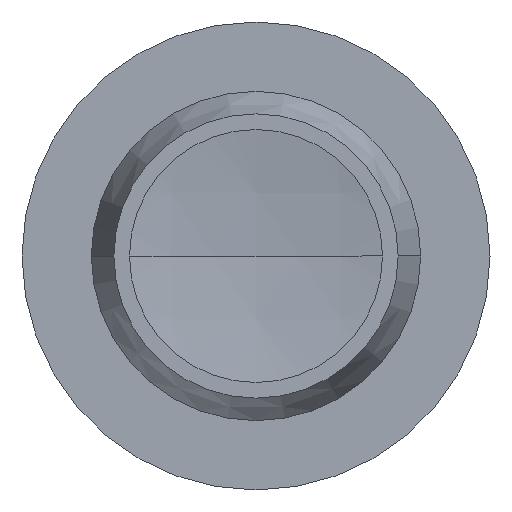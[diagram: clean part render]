
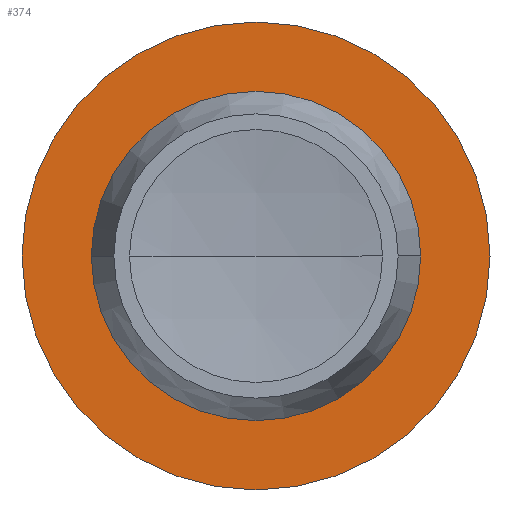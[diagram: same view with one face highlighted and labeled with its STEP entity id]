
A CAD part, front view. The second image highlights one B-rep face of the part: STEP entity #374.
In plain terms, the highlighted planar face has unit normal (0, -1, 0).
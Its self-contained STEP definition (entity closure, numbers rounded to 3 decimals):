
#1 = EDGE_CURVE ( 'NONE', #329, #14, #279, .T. ) ;
#4 = ORIENTED_EDGE ( 'NONE', *, *, #1, .T. ) ;
#10 = EDGE_CURVE ( 'NONE', #195, #158, #255, .T. ) ;
#14 = VERTEX_POINT ( 'NONE', #201 ) ;
#19 = EDGE_LOOP ( 'NONE', ( #4, #304 ) ) ;
#69 = DIRECTION ( 'NONE',  ( -1., 0., 0. ) ) ;
#83 = EDGE_CURVE ( 'NONE', #14, #329, #123, .T. ) ;
#84 = DIRECTION ( 'NONE',  ( -1., 0., 0. ) ) ;
#90 = CARTESIAN_POINT ( 'NONE',  ( 6.75, 12., 0. ) ) ;
#112 = DIRECTION ( 'NONE',  ( 0., 1., 0. ) ) ;
#116 = CARTESIAN_POINT ( 'NONE',  ( 0., 12., 0. ) ) ;
#117 = FACE_OUTER_BOUND ( 'NONE', #208, .T. ) ;
#119 = DIRECTION ( 'NONE',  ( 0., 1., 0. ) ) ;
#123 = CIRCLE ( 'NONE', #178, 4.75 ) ;
#132 = CARTESIAN_POINT ( 'NONE',  ( -6.75, 12., 0. ) ) ;
#149 = CARTESIAN_POINT ( 'NONE',  ( 0., 12., 0. ) ) ;
#153 = AXIS2_PLACEMENT_3D ( 'NONE', #358, #363, #194 ) ;
#158 = VERTEX_POINT ( 'NONE', #90 ) ;
#165 = AXIS2_PLACEMENT_3D ( 'NONE', #116, #334, #84 ) ;
#175 = DIRECTION ( 'NONE',  ( -1., 0., 0. ) ) ;
#178 = AXIS2_PLACEMENT_3D ( 'NONE', #149, #119, #175 ) ;
#183 = DIRECTION ( 'NONE',  ( 0., 1., 0. ) ) ;
#194 = DIRECTION ( 'NONE',  ( -1., 0., 0. ) ) ;
#195 = VERTEX_POINT ( 'NONE', #132 ) ;
#201 = CARTESIAN_POINT ( 'NONE',  ( 4.75, 12., 0. ) ) ;
#208 = EDGE_LOOP ( 'NONE', ( #350, #253 ) ) ;
#245 = AXIS2_PLACEMENT_3D ( 'NONE', #333, #112, #331 ) ;
#247 = AXIS2_PLACEMENT_3D ( 'NONE', #389, #183, #69 ) ;
#253 = ORIENTED_EDGE ( 'NONE', *, *, #259, .F. ) ;
#255 = CIRCLE ( 'NONE', #245, 6.75 ) ;
#257 = FACE_BOUND ( 'NONE', #19, .T. ) ;
#259 = EDGE_CURVE ( 'NONE', #158, #195, #305, .T. ) ;
#260 = CARTESIAN_POINT ( 'NONE',  ( -4.75, 12., 0. ) ) ;
#279 = CIRCLE ( 'NONE', #165, 4.75 ) ;
#296 = PLANE ( 'NONE',  #153 ) ;
#304 = ORIENTED_EDGE ( 'NONE', *, *, #83, .T. ) ;
#305 = CIRCLE ( 'NONE', #247, 6.75 ) ;
#329 = VERTEX_POINT ( 'NONE', #260 ) ;
#331 = DIRECTION ( 'NONE',  ( -1., 0., 0. ) ) ;
#333 = CARTESIAN_POINT ( 'NONE',  ( 0., 12., 0. ) ) ;
#334 = DIRECTION ( 'NONE',  ( 0., 1., 0. ) ) ;
#350 = ORIENTED_EDGE ( 'NONE', *, *, #10, .F. ) ;
#358 = CARTESIAN_POINT ( 'NONE',  ( 4.75, 12., 0. ) ) ;
#363 = DIRECTION ( 'NONE',  ( 0., 1., 0. ) ) ;
#374 = ADVANCED_FACE ( 'NONE', ( #117, #257 ), #296, .F. ) ;
#389 = CARTESIAN_POINT ( 'NONE',  ( 0., 12., 0. ) ) ;
